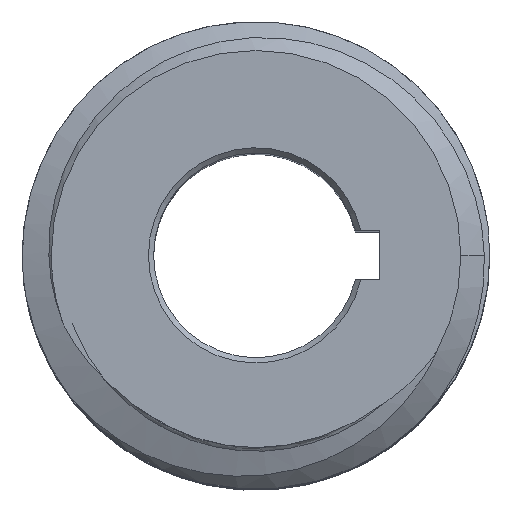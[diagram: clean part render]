
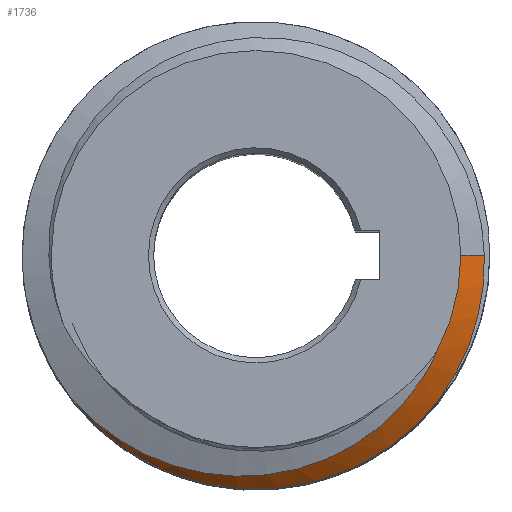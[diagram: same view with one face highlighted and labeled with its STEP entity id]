
A CAD part, top view. The second image highlights one B-rep face of the part: STEP entity #1736.
In plain terms, the highlighted conical face has half-angle 45 degrees and reference radius 11.417 mm.
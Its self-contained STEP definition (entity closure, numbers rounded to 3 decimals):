
#1 = CARTESIAN_POINT ( 'NONE',  ( 5.828, -8.559, 18.71 ) ) ;
#12 = AXIS2_PLACEMENT_3D ( 'NONE', #1415, #5601, #2017 ) ;
#31 = CARTESIAN_POINT ( 'NONE',  ( 8.824, -4.716, 19.05 ) ) ;
#380 = DIRECTION ( 'NONE',  ( 0., 0., 1. ) ) ;
#567 = CARTESIAN_POINT ( 'NONE',  ( -2.589, -10.637, 18.117 ) ) ;
#579 = CARTESIAN_POINT ( 'NONE',  ( 8.92, -7.097, 17.681 ) ) ;
#587 = AXIS2_PLACEMENT_3D ( 'NONE', #3981, #380, #4580 ) ;
#598 = CARTESIAN_POINT ( 'NONE',  ( 6.82, -7.668, 18.803 ) ) ;
#602 = DIRECTION ( 'NONE',  ( 0., 0., 1. ) ) ;
#1067 = EDGE_CURVE ( 'NONE', #7734, #4973, #2364, .T. ) ;
#1159 = ORIENTED_EDGE ( 'NONE', *, *, #2388, .F. ) ;
#1181 = CARTESIAN_POINT ( 'NONE',  ( -0.371, -10.824, 18.262 ) ) ;
#1191 = CARTESIAN_POINT ( 'NONE',  ( 7.91, -8.233, 17.638 ) ) ;
#1210 = CARTESIAN_POINT ( 'NONE',  ( 7.983, -6.297, 18.927 ) ) ;
#1215 = EDGE_LOOP ( 'NONE', ( #5044, #1159, #5334, #3459, #6535 ) ) ;
#1415 = CARTESIAN_POINT ( 'NONE',  ( 0., 0., 17.638 ) ) ;
#1427 = CARTESIAN_POINT ( 'NONE',  ( 10.005, 0., 19.05 ) ) ;
#1557 = VECTOR ( 'NONE', #2108, 1000. ) ;
#1736 = ADVANCED_FACE ( 'NONE', ( #6517 ), #1747, .T. ) ;
#1747 = CONICAL_SURFACE ( 'NONE', #12, 11.417, 0.785 ) ;
#1757 = CARTESIAN_POINT ( 'NONE',  ( 10.652, -3.739, 17.791 ) ) ;
#1778 = CARTESIAN_POINT ( 'NONE',  ( 1.406, -10.59, 18.382 ) ) ;
#1808 = CARTESIAN_POINT ( 'NONE',  ( 8.824, -4.716, 19.05 ) ) ;
#2017 = DIRECTION ( 'NONE',  ( -1., 0., 0. ) ) ;
#2035 = EDGE_CURVE ( 'NONE', #6213, #7734, #4962, .T. ) ;
#2093 = AXIS2_PLACEMENT_3D ( 'NONE', #4209, #602, #4803 ) ;
#2108 = DIRECTION ( 'NONE',  ( 0.707, 0., -0.707 ) ) ;
#2360 = CARTESIAN_POINT ( 'NONE',  ( -6.718, -9., 17.833 ) ) ;
#2364 = B_SPLINE_CURVE_WITH_KNOTS ( 'NONE', 3,
 ( #5948, #6542, #2371, #3583, #1757, #2978, #7138, #7733, #4184, #579, #4782, #1191 ),
 .UNSPECIFIED., .F., .F.,
 ( 4, 2, 2, 2, 2, 4 ),
 ( 0.037, 0.039, 0.041, 0.042, 0.043, 0.046 ),
 .UNSPECIFIED. ) ;
#2371 = CARTESIAN_POINT ( 'NONE',  ( 11.12, -1.51, 17.859 ) ) ;
#2388 = EDGE_CURVE ( 'NONE', #5769, #6213, #5771, .T. ) ;
#2392 = CARTESIAN_POINT ( 'NONE',  ( 2.698, -10.245, 18.47 ) ) ;
#2965 = CARTESIAN_POINT ( 'NONE',  ( -5.547, -9.666, 17.919 ) ) ;
#2978 = CARTESIAN_POINT ( 'NONE',  ( 10.238, -4.792, 17.758 ) ) ;
#2999 = CARTESIAN_POINT ( 'NONE',  ( 3.933, -9.743, 18.557 ) ) ;
#3087 = B_SPLINE_CURVE_WITH_KNOTS ( 'NONE', 3,
 ( #3968, #6378, #5937, #2360, #6530, #2965, #7126, #3571, #7721, #4172, #567, #4768, #1181, #5368, #1778, #5968, #2392, #6560, #2999, #7158, #3603, #1, #4205, #598, #4800, #1210, #5401, #1808 ),
 .UNSPECIFIED., .F., .F.,
 ( 4, 2, 2, 2, 2, 2, 2, 2, 2, 2, 2, 2, 2, 4 ),
 ( 0., 0.003, 0.004, 0.005, 0.007, 0.008, 0.011, 0.012, 0.013, 0.015, 0.016, 0.017, 0.019, 0.021 ),
 .UNSPECIFIED. ) ;
#3165 = CIRCLE ( 'NONE', #587, 11.417 ) ;
#3459 = ORIENTED_EDGE ( 'NONE', *, *, #6419, .T. ) ;
#3571 = CARTESIAN_POINT ( 'NONE',  ( -4.317, -10.182, 18.004 ) ) ;
#3583 = CARTESIAN_POINT ( 'NONE',  ( 10.857, -3.013, 17.814 ) ) ;
#3602 = VERTEX_POINT ( 'NONE', #6807 ) ;
#3603 = CARTESIAN_POINT ( 'NONE',  ( 5.106, -9.079, 18.648 ) ) ;
#3968 = CARTESIAN_POINT ( 'NONE',  ( -9.058, -6.951, 17.638 ) ) ;
#3981 = CARTESIAN_POINT ( 'NONE',  ( 0., 0., 17.638 ) ) ;
#4125 = CARTESIAN_POINT ( 'NONE',  ( 11.152, 0., 17.903 ) ) ;
#4172 = CARTESIAN_POINT ( 'NONE',  ( -3.033, -10.549, 18.088 ) ) ;
#4184 = CARTESIAN_POINT ( 'NONE',  ( 9.54, -6.144, 17.714 ) ) ;
#4205 = CARTESIAN_POINT ( 'NONE',  ( 6.171, -8.277, 18.741 ) ) ;
#4209 = CARTESIAN_POINT ( 'NONE',  ( 0., 0., 19.05 ) ) ;
#4580 = DIRECTION ( 'NONE',  ( 1., 0., 0. ) ) ;
#4768 = CARTESIAN_POINT ( 'NONE',  ( -1.258, -10.816, 18.203 ) ) ;
#4782 = CARTESIAN_POINT ( 'NONE',  ( 8.446, -7.688, 17.66 ) ) ;
#4800 = CARTESIAN_POINT ( 'NONE',  ( 7.128, -7.34, 18.834 ) ) ;
#4803 = DIRECTION ( 'NONE',  ( 1., 0., 0. ) ) ;
#4962 = LINE ( 'NONE', #6283, #1557 ) ;
#4973 = VERTEX_POINT ( 'NONE', #5775 ) ;
#5044 = ORIENTED_EDGE ( 'NONE', *, *, #2035, .F. ) ;
#5334 = ORIENTED_EDGE ( 'NONE', *, *, #5604, .F. ) ;
#5368 = CARTESIAN_POINT ( 'NONE',  ( 0.961, -10.67, 18.351 ) ) ;
#5401 = CARTESIAN_POINT ( 'NONE',  ( 8.456, -5.54, 18.986 ) ) ;
#5601 = DIRECTION ( 'NONE',  ( 0., 0., -1. ) ) ;
#5604 = EDGE_CURVE ( 'NONE', #3602, #5769, #3087, .T. ) ;
#5769 = VERTEX_POINT ( 'NONE', #31 ) ;
#5771 = CIRCLE ( 'NONE', #2093, 10.005 ) ;
#5775 = CARTESIAN_POINT ( 'NONE',  ( 7.91, -8.233, 17.638 ) ) ;
#5937 = CARTESIAN_POINT ( 'NONE',  ( -7.807, -8.228, 17.748 ) ) ;
#5948 = CARTESIAN_POINT ( 'NONE',  ( 11.152, 0., 17.903 ) ) ;
#5968 = CARTESIAN_POINT ( 'NONE',  ( 2.274, -10.377, 18.441 ) ) ;
#6213 = VERTEX_POINT ( 'NONE', #1427 ) ;
#6283 = CARTESIAN_POINT ( 'NONE',  ( 11.417, 0., 17.638 ) ) ;
#6378 = CARTESIAN_POINT ( 'NONE',  ( -8.467, -7.631, 17.692 ) ) ;
#6419 = EDGE_CURVE ( 'NONE', #3602, #4973, #3165, .T. ) ;
#6517 = FACE_OUTER_BOUND ( 'NONE', #1215, .T. ) ;
#6530 = CARTESIAN_POINT ( 'NONE',  ( -6.336, -9.238, 17.862 ) ) ;
#6535 = ORIENTED_EDGE ( 'NONE', *, *, #1067, .F. ) ;
#6542 = CARTESIAN_POINT ( 'NONE',  ( 11.174, -0.754, 17.881 ) ) ;
#6560 = CARTESIAN_POINT ( 'NONE',  ( 3.528, -9.928, 18.528 ) ) ;
#6807 = CARTESIAN_POINT ( 'NONE',  ( -9.058, -6.951, 17.638 ) ) ;
#7126 = CARTESIAN_POINT ( 'NONE',  ( -5.143, -9.855, 17.948 ) ) ;
#7138 = CARTESIAN_POINT ( 'NONE',  ( 10.082, -5.137, 17.747 ) ) ;
#7158 = CARTESIAN_POINT ( 'NONE',  ( 4.724, -9.318, 18.618 ) ) ;
#7721 = CARTESIAN_POINT ( 'NONE',  ( -3.895, -10.321, 18.032 ) ) ;
#7733 = CARTESIAN_POINT ( 'NONE',  ( 9.733, -5.814, 17.725 ) ) ;
#7734 = VERTEX_POINT ( 'NONE', #4125 ) ;
